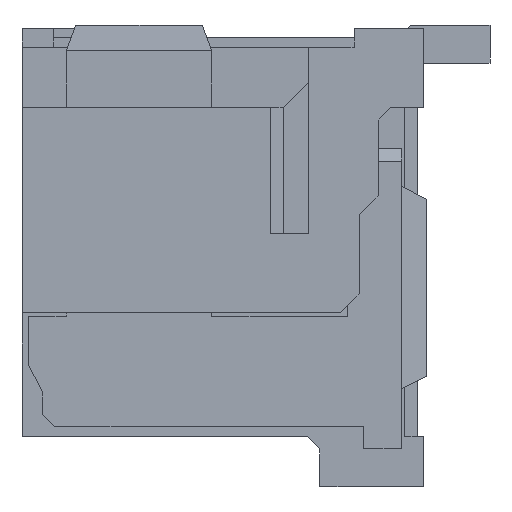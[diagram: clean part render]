
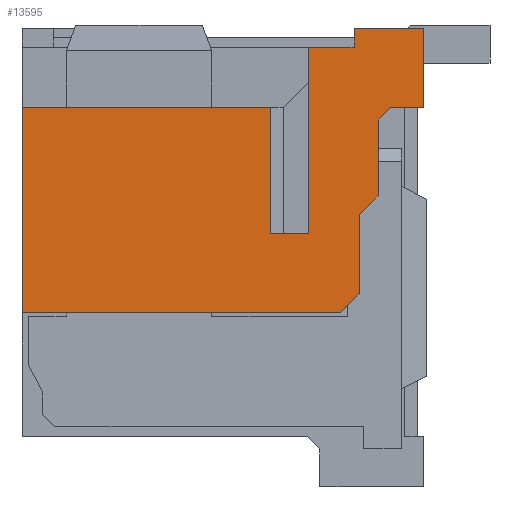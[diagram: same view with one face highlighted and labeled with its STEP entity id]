
A CAD part, left-side view. The second image highlights one B-rep face of the part: STEP entity #13595.
In plain terms, the highlighted planar face has unit normal (-1, 0, 0).
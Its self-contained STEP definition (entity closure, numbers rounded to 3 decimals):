
#3713=DIRECTION('',(0.,1.,0.));
#3714=VECTOR('',#3713,0.6);
#3715=CARTESIAN_POINT('',(-7.4,-1.93,0.82));
#3716=LINE('',#3715,#3714);
#3717=DIRECTION('',(0.,1.,0.));
#3718=VECTOR('',#3717,0.72);
#3719=CARTESIAN_POINT('',(-7.4,-2.65,3.77));
#3720=LINE('',#3719,#3718);
#3721=DIRECTION('',(0.,0.,-1.));
#3722=VECTOR('',#3721,0.3);
#3723=CARTESIAN_POINT('',(-7.4,-2.65,4.07));
#3724=LINE('',#3723,#3722);
#3725=DIRECTION('',(0.,1.,0.));
#3726=VECTOR('',#3725,1.1);
#3727=CARTESIAN_POINT('',(-7.4,-3.75,4.07));
#3728=LINE('',#3727,#3726);
#3729=DIRECTION('',(0.,0.,1.));
#3730=VECTOR('',#3729,1.25);
#3731=CARTESIAN_POINT('',(-7.4,-3.75,2.82));
#3732=LINE('',#3731,#3730);
#3733=DIRECTION('',(0.,1.,0.));
#3734=VECTOR('',#3733,0.52);
#3735=CARTESIAN_POINT('',(-7.4,-3.75,2.82));
#3736=LINE('',#3735,#3734);
#3737=DIRECTION('',(0.,0.707,-0.707));
#3738=VECTOR('',#3737,0.283);
#3739=CARTESIAN_POINT('',(-7.4,-3.23,2.82));
#3740=LINE('',#3739,#3738);
#3741=DIRECTION('',(0.,0.,-1.));
#3742=VECTOR('',#3741,1.2);
#3743=CARTESIAN_POINT('',(-7.4,-3.03,2.62));
#3744=LINE('',#3743,#3742);
#3745=DIRECTION('',(0.,0.707,-0.707));
#3746=VECTOR('',#3745,0.424);
#3747=CARTESIAN_POINT('',(-7.4,-3.03,1.42));
#3748=LINE('',#3747,#3746);
#3749=DIRECTION('',(0.,0.,-1.));
#3750=VECTOR('',#3749,1.25);
#3751=CARTESIAN_POINT('',(-7.4,-2.73,1.12));
#3752=LINE('',#3751,#3750);
#3753=DIRECTION('',(0.,0.707,-0.707));
#3754=VECTOR('',#3753,0.424);
#3755=CARTESIAN_POINT('',(-7.4,-2.73,-0.13));
#3756=LINE('',#3755,#3754);
#3757=DIRECTION('',(0.,-1.,0.));
#3758=VECTOR('',#3757,5.03);
#3759=CARTESIAN_POINT('',(-7.4,2.6,-0.43));
#3760=LINE('',#3759,#3758);
#3761=DIRECTION('',(0.,0.,-1.));
#3762=VECTOR('',#3761,3.25);
#3763=CARTESIAN_POINT('',(-7.4,2.6,2.82));
#3764=LINE('',#3763,#3762);
#3765=DIRECTION('',(0.,-1.,0.));
#3766=VECTOR('',#3765,3.93);
#3767=CARTESIAN_POINT('',(-7.4,2.6,2.82));
#3768=LINE('',#3767,#3766);
#3769=DIRECTION('',(0.,0.,1.));
#3770=VECTOR('',#3769,2.);
#3771=CARTESIAN_POINT('',(-7.4,-1.33,0.82));
#3772=LINE('',#3771,#3770);
#3773=DIRECTION('',(0.,0.,-1.));
#3774=VECTOR('',#3773,2.95);
#3775=CARTESIAN_POINT('',(-7.4,-1.93,3.77));
#3776=LINE('',#3775,#3774);
#7003=CARTESIAN_POINT('',(-7.4,-3.75,4.07));
#7004=CARTESIAN_POINT('',(-7.4,-2.65,4.07));
#7005=VERTEX_POINT('',#7003);
#7006=VERTEX_POINT('',#7004);
#7007=CARTESIAN_POINT('',(-7.4,-2.65,3.77));
#7008=VERTEX_POINT('',#7007);
#7013=CARTESIAN_POINT('',(-7.4,-3.75,2.82));
#7014=CARTESIAN_POINT('',(-7.4,-3.23,2.82));
#7015=VERTEX_POINT('',#7013);
#7016=VERTEX_POINT('',#7014);
#7017=CARTESIAN_POINT('',(-7.4,-3.03,2.62));
#7018=VERTEX_POINT('',#7017);
#7019=CARTESIAN_POINT('',(-7.4,-3.03,1.42));
#7020=VERTEX_POINT('',#7019);
#7021=CARTESIAN_POINT('',(-7.4,-2.73,1.12));
#7022=VERTEX_POINT('',#7021);
#7023=CARTESIAN_POINT('',(-7.4,-2.73,-0.13));
#7024=VERTEX_POINT('',#7023);
#7025=CARTESIAN_POINT('',(-7.4,-2.43,-0.43));
#7026=VERTEX_POINT('',#7025);
#7027=CARTESIAN_POINT('',(-7.4,2.6,-0.43));
#7028=VERTEX_POINT('',#7027);
#7039=CARTESIAN_POINT('',(-7.4,-1.93,3.77));
#7041=VERTEX_POINT('',#7039);
#7049=CARTESIAN_POINT('',(-7.4,2.6,2.82));
#7050=VERTEX_POINT('',#7049);
#8391=CARTESIAN_POINT('',(-7.4,-1.93,0.82));
#8392=CARTESIAN_POINT('',(-7.4,-1.33,0.82));
#8393=VERTEX_POINT('',#8391);
#8394=VERTEX_POINT('',#8392);
#8395=CARTESIAN_POINT('',(-7.4,-1.33,2.82));
#8396=VERTEX_POINT('',#8395);
#13566=CARTESIAN_POINT('',(-7.4,0.,0.445));
#13567=DIRECTION('',(-1.,0.,0.));
#13568=DIRECTION('',(0.,0.,1.));
#13569=AXIS2_PLACEMENT_3D('',#13566,#13567,#13568);
#13570=PLANE('',#13569);
#13571=ORIENTED_EDGE('',*,*,#9289,.F.);
#13573=ORIENTED_EDGE('',*,*,#13572,.F.);
#13574=ORIENTED_EDGE('',*,*,#12923,.F.);
#13576=ORIENTED_EDGE('',*,*,#13575,.F.);
#13578=ORIENTED_EDGE('',*,*,#13577,.F.);
#13579=ORIENTED_EDGE('',*,*,#10036,.F.);
#13581=ORIENTED_EDGE('',*,*,#13580,.T.);
#13582=ORIENTED_EDGE('',*,*,#13504,.T.);
#13583=ORIENTED_EDGE('',*,*,#13519,.T.);
#13584=ORIENTED_EDGE('',*,*,#13533,.T.);
#13585=ORIENTED_EDGE('',*,*,#13547,.T.);
#13586=ORIENTED_EDGE('',*,*,#13560,.T.);
#13587=ORIENTED_EDGE('',*,*,#13442,.F.);
#13588=ORIENTED_EDGE('',*,*,#12769,.F.);
#13590=ORIENTED_EDGE('',*,*,#13589,.T.);
#13592=ORIENTED_EDGE('',*,*,#13591,.F.);
#13593=EDGE_LOOP('',(#13571,#13573,#13574,#13576,#13578,#13579,#13581,#13582,
#13583,#13584,#13585,#13586,#13587,#13588,#13590,#13592));
#13594=FACE_OUTER_BOUND('',#13593,.F.);
#13595=ADVANCED_FACE('',(#13594),#13570,.T.);
#9289=EDGE_CURVE('',#8393,#8394,#3716,.T.);
#10036=EDGE_CURVE('',#7015,#7005,#3732,.T.);
#12769=EDGE_CURVE('',#7050,#7028,#3764,.T.);
#12923=EDGE_CURVE('',#7008,#7041,#3720,.T.);
#13442=EDGE_CURVE('',#7028,#7026,#3760,.T.);
#13504=EDGE_CURVE('',#7016,#7018,#3740,.T.);
#13519=EDGE_CURVE('',#7018,#7020,#3744,.T.);
#13533=EDGE_CURVE('',#7020,#7022,#3748,.T.);
#13547=EDGE_CURVE('',#7022,#7024,#3752,.T.);
#13560=EDGE_CURVE('',#7024,#7026,#3756,.T.);
#13572=EDGE_CURVE('',#7041,#8393,#3776,.T.);
#13575=EDGE_CURVE('',#7006,#7008,#3724,.T.);
#13577=EDGE_CURVE('',#7005,#7006,#3728,.T.);
#13580=EDGE_CURVE('',#7015,#7016,#3736,.T.);
#13589=EDGE_CURVE('',#7050,#8396,#3768,.T.);
#13591=EDGE_CURVE('',#8394,#8396,#3772,.T.);
